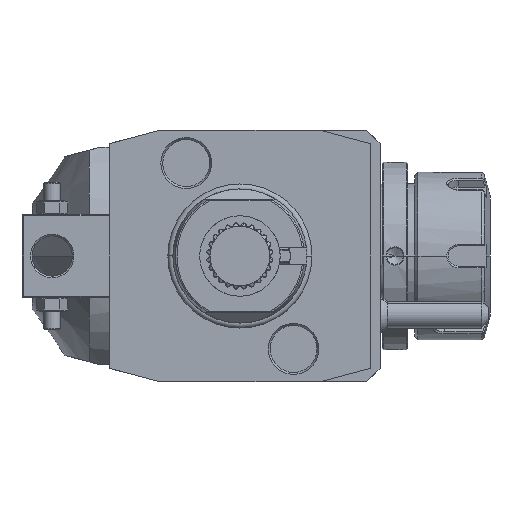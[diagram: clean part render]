
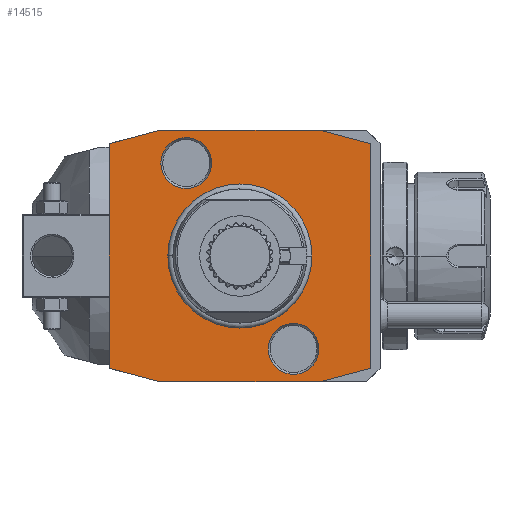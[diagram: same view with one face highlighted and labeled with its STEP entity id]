
A CAD part, front view. The second image highlights one B-rep face of the part: STEP entity #14515.
In plain terms, the highlighted planar face has unit normal (0, -1, 0).
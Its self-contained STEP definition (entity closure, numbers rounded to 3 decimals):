
#1=DIRECTION('',(0.966,0.,-0.259));
#2=VECTOR('',#1,15.529);
#3=CARTESIAN_POINT('',(-39.,0.,-33.481));
#4=LINE('',#3,#2);
#5=DIRECTION('',(0.,0.,-1.));
#6=VECTOR('',#5,66.962);
#7=CARTESIAN_POINT('',(-39.,0.,33.481));
#8=LINE('',#7,#6);
#9=DIRECTION('',(-0.966,0.,-0.259));
#10=VECTOR('',#9,15.529);
#11=CARTESIAN_POINT('',(-24.,0.,37.5));
#12=LINE('',#11,#10);
#13=DIRECTION('',(-1.,0.,0.));
#14=VECTOR('',#13,48.);
#15=CARTESIAN_POINT('',(24.,0.,37.5));
#16=LINE('',#15,#14);
#17=DIRECTION('',(-0.966,0.,0.259));
#18=VECTOR('',#17,15.529);
#19=CARTESIAN_POINT('',(39.,0.,33.481));
#20=LINE('',#19,#18);
#21=DIRECTION('',(0.,0.,1.));
#22=VECTOR('',#21,66.962);
#23=CARTESIAN_POINT('',(39.,0.,-33.481));
#24=LINE('',#23,#22);
#25=DIRECTION('',(0.966,0.,0.259));
#26=VECTOR('',#25,15.529);
#27=CARTESIAN_POINT('',(24.,0.,-37.5));
#28=LINE('',#27,#26);
#29=DIRECTION('',(1.,0.,0.));
#30=VECTOR('',#29,48.);
#31=CARTESIAN_POINT('',(-24.,0.,-37.5));
#32=LINE('',#31,#30);
#33=CARTESIAN_POINT('',(-16.,0.,27.713));
#34=DIRECTION('',(0.,1.,0.));
#35=DIRECTION('',(-1.,0.,0.));
#36=AXIS2_PLACEMENT_3D('',#33,#34,#35);
#38=CARTESIAN_POINT('',(-16.,0.,27.713));
#39=DIRECTION('',(0.,1.,0.));
#40=DIRECTION('',(1.,0.,0.));
#41=AXIS2_PLACEMENT_3D('',#38,#39,#40);
#43=CARTESIAN_POINT('',(16.,0.,-27.713));
#44=DIRECTION('',(0.,1.,0.));
#45=DIRECTION('',(-1.,0.,0.));
#46=AXIS2_PLACEMENT_3D('',#43,#44,#45);
#48=CARTESIAN_POINT('',(16.,0.,-27.713));
#49=DIRECTION('',(0.,1.,0.));
#50=DIRECTION('',(1.,0.,0.));
#51=AXIS2_PLACEMENT_3D('',#48,#49,#50);
#7119=CARTESIAN_POINT('',(0.,0.,0.));
#7120=DIRECTION('',(0.,1.,0.));
#7121=DIRECTION('',(-1.,0.,0.));
#7122=AXIS2_PLACEMENT_3D('',#7119,#7120,#7121);
#7124=CARTESIAN_POINT('',(0.,0.,0.));
#7125=DIRECTION('',(0.,1.,0.));
#7126=DIRECTION('',(1.,0.,0.));
#7127=AXIS2_PLACEMENT_3D('',#7124,#7125,#7126);
#13003=CARTESIAN_POINT('',(-23.577,0.,
27.713));
#13004=CARTESIAN_POINT('',(-8.423,0.,
27.713));
#13005=VERTEX_POINT('',#13003);
#13006=VERTEX_POINT('',#13004);
#13181=CARTESIAN_POINT('',(8.423,0.,
-27.713));
#13182=CARTESIAN_POINT('',(23.577,0.,
-27.713));
#13183=VERTEX_POINT('',#13181);
#13184=VERTEX_POINT('',#13182);
#14092=CARTESIAN_POINT('',(-39.,0.,-33.481));
#14093=CARTESIAN_POINT('',(-24.,0.,-37.5));
#14094=VERTEX_POINT('',#14092);
#14095=VERTEX_POINT('',#14093);
#14096=CARTESIAN_POINT('',(24.,0.,-37.5));
#14097=VERTEX_POINT('',#14096);
#14098=CARTESIAN_POINT('',(39.,0.,-33.481));
#14099=VERTEX_POINT('',#14098);
#14100=CARTESIAN_POINT('',(39.,0.,33.481));
#14101=VERTEX_POINT('',#14100);
#14102=CARTESIAN_POINT('',(24.,0.,37.5));
#14103=VERTEX_POINT('',#14102);
#14104=CARTESIAN_POINT('',(-24.,0.,37.5));
#14105=VERTEX_POINT('',#14104);
#14106=CARTESIAN_POINT('',(-39.,0.,33.481));
#14107=VERTEX_POINT('',#14106);
#14348=CARTESIAN_POINT('',(-21.137,0.,0.));
#14349=CARTESIAN_POINT('',(21.137,0.,0.));
#14350=VERTEX_POINT('',#14348);
#14351=VERTEX_POINT('',#14349);
#14474=CARTESIAN_POINT('',(0.,0.,0.));
#14475=DIRECTION('',(0.,-1.,0.));
#14476=DIRECTION('',(-1.,0.,0.));
#14477=AXIS2_PLACEMENT_3D('',#14474,#14475,#14476);
#14478=PLANE('',#14477);
#14480=ORIENTED_EDGE('',*,*,#14479,.F.);
#14482=ORIENTED_EDGE('',*,*,#14481,.F.);
#14484=ORIENTED_EDGE('',*,*,#14483,.F.);
#14486=ORIENTED_EDGE('',*,*,#14485,.F.);
#14488=ORIENTED_EDGE('',*,*,#14487,.F.);
#14490=ORIENTED_EDGE('',*,*,#14489,.F.);
#14492=ORIENTED_EDGE('',*,*,#14491,.F.);
#14494=ORIENTED_EDGE('',*,*,#14493,.F.);
#14495=EDGE_LOOP('',(#14480,#14482,#14484,#14486,#14488,#14490,#14492,#14494));
#14496=FACE_OUTER_BOUND('',#14495,.F.);
#14498=ORIENTED_EDGE('',*,*,#14497,.F.);
#14500=ORIENTED_EDGE('',*,*,#14499,.F.);
#14501=EDGE_LOOP('',(#14498,#14500));
#14502=FACE_BOUND('',#14501,.F.);
#14504=ORIENTED_EDGE('',*,*,#14503,.F.);
#14506=ORIENTED_EDGE('',*,*,#14505,.F.);
#14507=EDGE_LOOP('',(#14504,#14506));
#14508=FACE_BOUND('',#14507,.F.);
#14510=ORIENTED_EDGE('',*,*,#14509,.F.);
#14512=ORIENTED_EDGE('',*,*,#14511,.F.);
#14513=EDGE_LOOP('',(#14510,#14512));
#14514=FACE_BOUND('',#14513,.F.);
#37=CIRCLE('',#36,7.577);
#42=CIRCLE('',#41,7.577);
#47=CIRCLE('',#46,7.577);
#52=CIRCLE('',#51,7.577);
#7123=CIRCLE('',#7122,21.137);
#7128=CIRCLE('',#7127,21.137);
#14479=EDGE_CURVE('',#14094,#14095,#4,.T.);
#14481=EDGE_CURVE('',#14107,#14094,#8,.T.);
#14483=EDGE_CURVE('',#14105,#14107,#12,.T.);
#14485=EDGE_CURVE('',#14103,#14105,#16,.T.);
#14487=EDGE_CURVE('',#14101,#14103,#20,.T.);
#14489=EDGE_CURVE('',#14099,#14101,#24,.T.);
#14491=EDGE_CURVE('',#14097,#14099,#28,.T.);
#14493=EDGE_CURVE('',#14095,#14097,#32,.T.);
#14497=EDGE_CURVE('',#14350,#14351,#7123,.T.);
#14499=EDGE_CURVE('',#14351,#14350,#7128,.T.);
#14503=EDGE_CURVE('',#13005,#13006,#37,.T.);
#14505=EDGE_CURVE('',#13006,#13005,#42,.T.);
#14509=EDGE_CURVE('',#13183,#13184,#47,.T.);
#14511=EDGE_CURVE('',#13184,#13183,#52,.T.);
#14515=ADVANCED_FACE('',(#14496,#14502,#14508,#14514),#14478,.T.);
